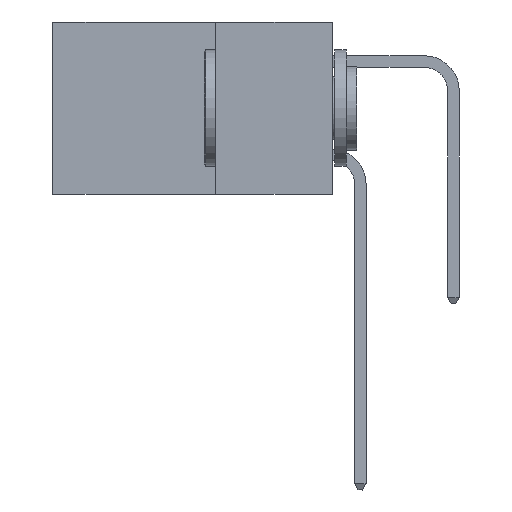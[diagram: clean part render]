
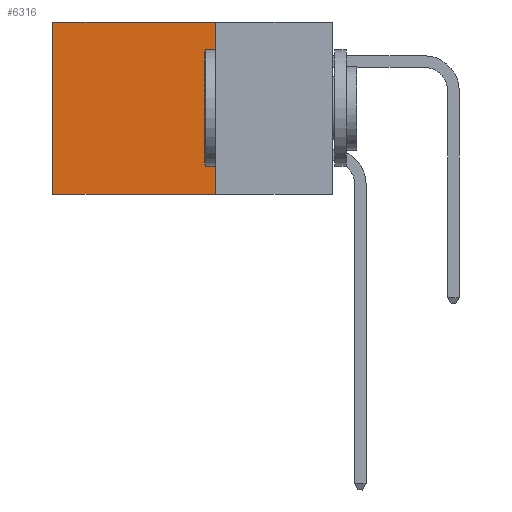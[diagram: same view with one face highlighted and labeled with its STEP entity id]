
A CAD part, left-side view. The second image highlights one B-rep face of the part: STEP entity #6316.
In plain terms, the highlighted planar face has unit normal (-1, 0, 0).
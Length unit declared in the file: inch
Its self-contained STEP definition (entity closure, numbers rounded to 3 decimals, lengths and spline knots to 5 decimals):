
#28 = EDGE_CURVE ( 'NONE', #11420, #10519, #4387, .T. ) ;
#856 = CARTESIAN_POINT ( 'NONE',  ( 0.2615, 0.6, -0.37 ) ) ;
#1788 = VECTOR ( 'NONE', #9109, 39.37008 ) ;
#1874 = CARTESIAN_POINT ( 'NONE',  ( 0.2615, 0.25, -0.37 ) ) ;
#2020 = FACE_OUTER_BOUND ( 'NONE', #2532, .T. ) ;
#2055 = AXIS2_PLACEMENT_3D ( 'NONE', #9293, #11044, #8369 ) ;
#2465 = EDGE_CURVE ( 'NONE', #10027, #9354, #9780, .T. ) ;
#2532 = EDGE_LOOP ( 'NONE', ( #8205, #9839, #9068, #7492 ) ) ;
#3317 = EDGE_CURVE ( 'NONE', #9354, #10519, #8880, .T. ) ;
#3497 = DIRECTION ( 'NONE',  ( 0., 0., -1. ) ) ;
#3667 = LINE ( 'NONE', #7255, #1788 ) ;
#4387 = LINE ( 'NONE', #8884, #5798 ) ;
#5163 = CARTESIAN_POINT ( 'NONE',  ( 0.2615, 0.6, 0. ) ) ;
#5798 = VECTOR ( 'NONE', #10400, 39.37008 ) ;
#6134 = CARTESIAN_POINT ( 'NONE',  ( 0.2615, 0.25, 0. ) ) ;
#6316 = ADVANCED_FACE ( 'NONE', ( #2020 ), #8256, .F. ) ;
#6574 = CARTESIAN_POINT ( 'NONE',  ( 0.2615, 0.6, -0.37 ) ) ;
#6795 = VECTOR ( 'NONE', #3497, 39.37008 ) ;
#7255 = CARTESIAN_POINT ( 'NONE',  ( 0.2615, 0.25, -0.37 ) ) ;
#7298 = CARTESIAN_POINT ( 'NONE',  ( 0.2615, 0.25, 0. ) ) ;
#7492 = ORIENTED_EDGE ( 'NONE', *, *, #2465, .T. ) ;
#8205 = ORIENTED_EDGE ( 'NONE', *, *, #3317, .T. ) ;
#8256 = PLANE ( 'NONE',  #2055 ) ;
#8369 = DIRECTION ( 'NONE',  ( 0., 0., -1. ) ) ;
#8880 = LINE ( 'NONE', #856, #6795 ) ;
#8884 = CARTESIAN_POINT ( 'NONE',  ( 0.2615, 0.25, -0.37 ) ) ;
#9068 = ORIENTED_EDGE ( 'NONE', *, *, #10991, .F. ) ;
#9109 = DIRECTION ( 'NONE',  ( 0., 0., -1. ) ) ;
#9293 = CARTESIAN_POINT ( 'NONE',  ( 0.2615, 0.25, -0.37 ) ) ;
#9354 = VERTEX_POINT ( 'NONE', #5163 ) ;
#9755 = VECTOR ( 'NONE', #10429, 39.37008 ) ;
#9780 = LINE ( 'NONE', #6134, #9755 ) ;
#9839 = ORIENTED_EDGE ( 'NONE', *, *, #28, .F. ) ;
#10027 = VERTEX_POINT ( 'NONE', #7298 ) ;
#10400 = DIRECTION ( 'NONE',  ( 0., 1., 0. ) ) ;
#10429 = DIRECTION ( 'NONE',  ( 0., 1., 0. ) ) ;
#10519 = VERTEX_POINT ( 'NONE', #6574 ) ;
#10991 = EDGE_CURVE ( 'NONE', #10027, #11420, #3667, .T. ) ;
#11044 = DIRECTION ( 'NONE',  ( 1., 0., 0. ) ) ;
#11420 = VERTEX_POINT ( 'NONE', #1874 ) ;
